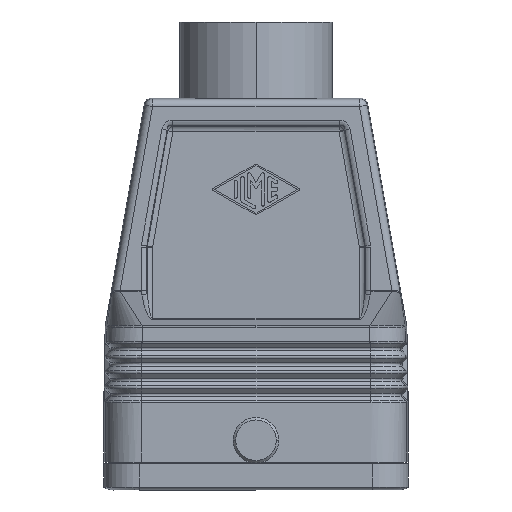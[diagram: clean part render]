
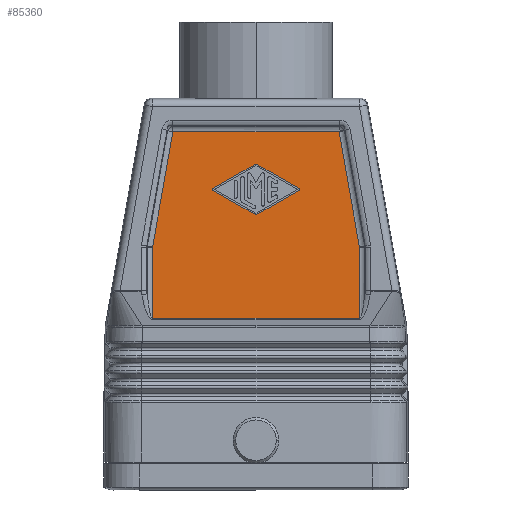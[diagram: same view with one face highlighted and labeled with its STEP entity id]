
A CAD part, left-side view. The second image highlights one B-rep face of the part: STEP entity #85360.
In plain terms, the highlighted planar face has unit normal (-1, 0, 0).
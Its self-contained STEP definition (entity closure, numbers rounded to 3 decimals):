
#84110=CARTESIAN_POINT('',(27.874,64.361,
44.579));
#84120=DIRECTION('',(1.,0.,0.));
#84130=DIRECTION('',(0.,1.,0.));
#84140=AXIS2_PLACEMENT_3D('',#84110,#84120,#84130);
#84150=PLANE('',#84140);
#84160=CARTESIAN_POINT('',(27.874,70.699,12.));
#84170=DIRECTION('',(0.,0.,1.));
#84180=VECTOR('',#84170,1.);
#84190=LINE('',#84160,#84180);
#84200=CARTESIAN_POINT('',(27.874,70.699,
28.587));
#84210=VERTEX_POINT('',#84200);
#84220=CARTESIAN_POINT('',(27.874,70.699,
42.627));
#84230=VERTEX_POINT('',#84220);
#84240=EDGE_CURVE('',#84210,#84230,#84190,.T.);
#84250=ORIENTED_EDGE('',*,*,#84240,.F.);
#84260=CARTESIAN_POINT('',(27.874,76.099,12.));
#84270=DIRECTION('',(0.,-0.174,0.985));
#84280=VECTOR('',#84270,1.);
#84290=LINE('',#84260,#84280);
#84300=CARTESIAN_POINT('',(27.874,66.687,
65.379));
#84310=VERTEX_POINT('',#84300);
#84320=EDGE_CURVE('',#84230,#84310,#84290,.T.);
#84330=ORIENTED_EDGE('',*,*,#84320,.F.);
#84340=CARTESIAN_POINT('',(27.874,0.,65.379));
#84350=DIRECTION('',(0.,-1.,0.));
#84360=VECTOR('',#84350,1.);
#84370=LINE('',#84340,#84360);
#84380=CARTESIAN_POINT('',(27.874,33.933,
65.379));
#84390=VERTEX_POINT('',#84380);
#84400=EDGE_CURVE('',#84310,#84390,#84370,.T.);
#84410=ORIENTED_EDGE('',*,*,#84400,.F.);
#84420=CARTESIAN_POINT('',(27.874,24.521,12.));
#84430=DIRECTION('',(0.,-0.174,
-0.985));
#84440=VECTOR('',#84430,1.);
#84450=LINE('',#84420,#84440);
#84460=CARTESIAN_POINT('',(27.874,29.921,
42.627));
#84470=VERTEX_POINT('',#84460);
#84480=EDGE_CURVE('',#84390,#84470,#84450,.T.);
#84490=ORIENTED_EDGE('',*,*,#84480,.F.);
#84500=CARTESIAN_POINT('',(27.874,29.921,12.));
#84510=DIRECTION('',(0.,0.,-1.));
#84520=VECTOR('',#84510,1.);
#84530=LINE('',#84500,#84520);
#84540=CARTESIAN_POINT('',(27.874,29.921,
28.587));
#84550=VERTEX_POINT('',#84540);
#84560=EDGE_CURVE('',#84470,#84550,#84530,.T.);
#84570=ORIENTED_EDGE('',*,*,#84560,.F.);
#84580=CARTESIAN_POINT('',(27.874,0.,28.587));
#84590=DIRECTION('',(0.,1.,0.));
#84600=VECTOR('',#84590,1.);
#84610=LINE('',#84580,#84600);
#84620=EDGE_CURVE('',#84550,#84210,#84610,.T.);
#84630=ORIENTED_EDGE('',*,*,#84620,.F.);
#84640=EDGE_LOOP('',(#84630,#84570,#84490,#84410,#84330,#84250));
#84650=FACE_OUTER_BOUND('',#84640,.T.);
#84660=CARTESIAN_POINT('',(27.874,0.,20.193));
#84670=DIRECTION('',(0.,-0.868,-0.496));
#84680=VECTOR('',#84670,1.);
#84690=LINE('',#84660,#84680);
#84700=CARTESIAN_POINT('',(27.874,58.892,
53.855));
#84710=VERTEX_POINT('',#84700);
#84720=CARTESIAN_POINT('',(27.874,50.475,
49.044));
#84730=VERTEX_POINT('',#84720);
#84740=EDGE_CURVE('',#84710,#84730,#84690,.T.);
#84750=ORIENTED_EDGE('',*,*,#84740,.F.);
#84760=CARTESIAN_POINT('',(27.874,50.31,49.334));
#84770=DIRECTION('',(-1.,0.,0.));
#84780=DIRECTION('',(0.,-1.,0.));
#84790=AXIS2_PLACEMENT_3D('',#84760,#84770,#84780);
#84800=CIRCLE('',#84790,0.333);
#84810=CARTESIAN_POINT('',(27.874,50.145,
49.044));
#84820=VERTEX_POINT('',#84810);
#84830=EDGE_CURVE('',#84730,#84820,#84800,.T.);
#84840=ORIENTED_EDGE('',*,*,#84830,.F.);
#84850=CARTESIAN_POINT('',(27.874,0.,77.707));
#84860=DIRECTION('',(0.,-0.868,0.496));
#84870=VECTOR('',#84860,1.);
#84880=LINE('',#84850,#84870);
#84890=CARTESIAN_POINT('',(27.874,41.728,
53.855));
#84900=VERTEX_POINT('',#84890);
#84910=EDGE_CURVE('',#84820,#84900,#84880,.T.);
#84920=ORIENTED_EDGE('',*,*,#84910,.F.);
#84930=CARTESIAN_POINT('',(27.874,41.811,54.));
#84940=DIRECTION('',(-1.,0.,0.));
#84950=DIRECTION('',(0.,-1.,0.));
#84960=AXIS2_PLACEMENT_3D('',#84930,#84940,#84950);
#84970=CIRCLE('',#84960,0.167);
#84980=CARTESIAN_POINT('',(27.874,41.728,
54.145));
#84990=VERTEX_POINT('',#84980);
#85000=EDGE_CURVE('',#84900,#84990,#84970,.T.);
#85010=ORIENTED_EDGE('',*,*,#85000,.F.);
#85020=CARTESIAN_POINT('',(27.874,0.,30.293));
#85030=DIRECTION('',(0.,0.868,0.496));
#85040=VECTOR('',#85030,1.);
#85050=LINE('',#85020,#85040);
#85060=CARTESIAN_POINT('',(27.874,50.145,
58.956));
#85070=VERTEX_POINT('',#85060);
#85080=EDGE_CURVE('',#84990,#85070,#85050,.T.);
#85090=ORIENTED_EDGE('',*,*,#85080,.F.);
#85100=CARTESIAN_POINT('',(27.874,50.31,58.666));
#85110=DIRECTION('',(-1.,0.,0.));
#85120=DIRECTION('',(0.,-1.,0.));
#85130=AXIS2_PLACEMENT_3D('',#85100,#85110,#85120);
#85140=CIRCLE('',#85130,0.333);
#85150=CARTESIAN_POINT('',(27.874,50.475,
58.956));
#85160=VERTEX_POINT('',#85150);
#85170=EDGE_CURVE('',#85070,#85160,#85140,.T.);
#85180=ORIENTED_EDGE('',*,*,#85170,.F.);
#85190=CARTESIAN_POINT('',(27.874,0.,87.807));
#85200=DIRECTION('',(0.,0.868,-0.496));
#85210=VECTOR('',#85200,1.);
#85220=LINE('',#85190,#85210);
#85230=CARTESIAN_POINT('',(27.874,58.892,
54.145));
#85240=VERTEX_POINT('',#85230);
#85250=EDGE_CURVE('',#85160,#85240,#85220,.T.);
#85260=ORIENTED_EDGE('',*,*,#85250,.F.);
#85270=CARTESIAN_POINT('',(27.874,58.809,54.));
#85280=DIRECTION('',(-1.,0.,0.));
#85290=DIRECTION('',(0.,-1.,0.));
#85300=AXIS2_PLACEMENT_3D('',#85270,#85280,#85290);
#85310=CIRCLE('',#85300,0.167);
#85320=EDGE_CURVE('',#85240,#84710,#85310,.T.);
#85330=ORIENTED_EDGE('',*,*,#85320,.F.);
#85340=EDGE_LOOP('',(#85330,#85260,#85180,#85090,#85010,#84920,#84840,
#84750));
#85350=FACE_BOUND('',#85340,.T.);
#85360=ADVANCED_FACE('',(#84650,#85350),#84150,.F.);
